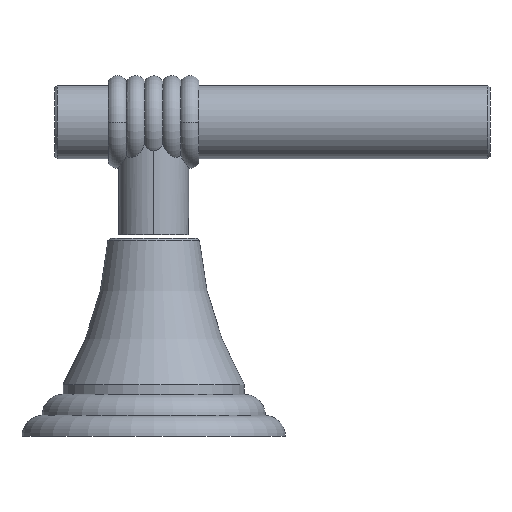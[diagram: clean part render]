
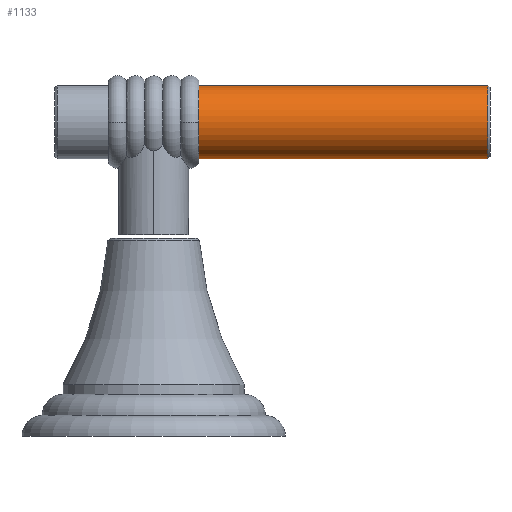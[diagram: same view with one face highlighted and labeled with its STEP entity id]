
A CAD part, front view. The second image highlights one B-rep face of the part: STEP entity #1133.
In plain terms, the highlighted cylindrical face has radius 8.331 mm (diameter 16.662 mm), a partial arc.
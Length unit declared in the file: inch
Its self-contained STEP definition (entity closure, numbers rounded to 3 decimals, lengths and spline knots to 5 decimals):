
#990=CARTESIAN_POINT('',(0.274,0.,2.81625));
#991=DIRECTION('',(-1.,0.,0.));
#992=DIRECTION('',(0.,0.,-1.));
#993=AXIS2_PLACEMENT_3D('',#990,#991,#992);
#1000=DIRECTION('',(-1.,0.,0.));
#1001=VECTOR('',#1000,2.72);
#1002=CARTESIAN_POINT('',(2.994,0.,3.14425));
#1003=LINE('',#1002,#1001);
#1009=DIRECTION('',(-1.,0.,0.));
#1010=VECTOR('',#1009,2.72);
#1011=CARTESIAN_POINT('',(2.994,0.,2.48825));
#1012=LINE('',#1011,#1010);
#1054=CARTESIAN_POINT('',(2.994,0.,2.81625));
#1055=DIRECTION('',(1.,0.,0.));
#1056=DIRECTION('',(0.,0.,1.));
#1057=AXIS2_PLACEMENT_3D('',#1054,#1055,#1056);
#1082=CARTESIAN_POINT('',(0.274,0.,3.14425));
#1083=CARTESIAN_POINT('',(0.274,0.,2.48825));
#1084=VERTEX_POINT('',#1082);
#1085=VERTEX_POINT('',#1083);
#1098=CARTESIAN_POINT('',(2.994,0.,3.14425));
#1099=CARTESIAN_POINT('',(2.994,0.,2.48825));
#1100=VERTEX_POINT('',#1098);
#1101=VERTEX_POINT('',#1099);
#1118=CARTESIAN_POINT('',(-1.081,0.,2.81625));
#1119=DIRECTION('',(1.,0.,0.));
#1120=DIRECTION('',(0.,0.,-1.));
#1121=AXIS2_PLACEMENT_3D('',#1118,#1119,#1120);
#1122=CYLINDRICAL_SURFACE('',#1121,0.328);
#1124=ORIENTED_EDGE('',*,*,#1123,.F.);
#1126=ORIENTED_EDGE('',*,*,#1125,.T.);
#1128=ORIENTED_EDGE('',*,*,#1127,.T.);
#1130=ORIENTED_EDGE('',*,*,#1129,.T.);
#1131=EDGE_LOOP('',(#1124,#1126,#1128,#1130));
#1132=FACE_OUTER_BOUND('',#1131,.F.);
#1133=ADVANCED_FACE('',(#1132),#1122,.T.);
#994=CIRCLE('',#993,0.328);
#1058=CIRCLE('',#1057,0.328);
#1123=EDGE_CURVE('',#1100,#1084,#1003,.T.);
#1125=EDGE_CURVE('',#1100,#1101,#1058,.T.);
#1127=EDGE_CURVE('',#1101,#1085,#1012,.T.);
#1129=EDGE_CURVE('',#1085,#1084,#994,.T.);
